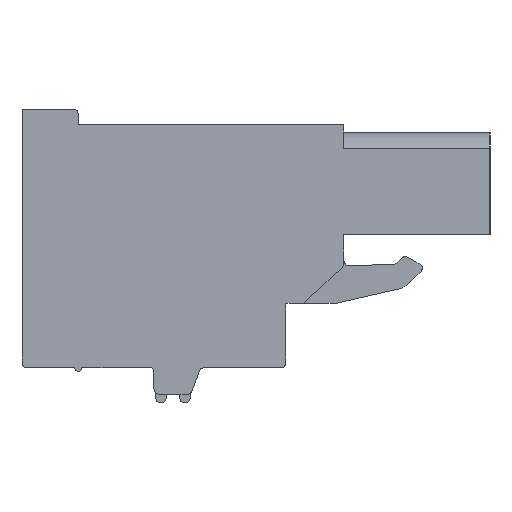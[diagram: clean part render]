
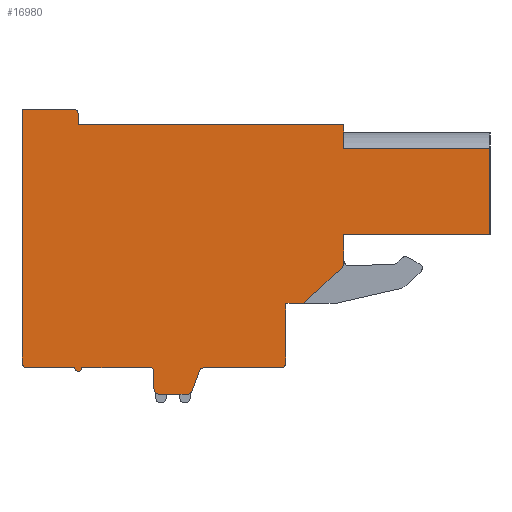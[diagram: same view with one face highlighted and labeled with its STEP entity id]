
A CAD part, left-side view. The second image highlights one B-rep face of the part: STEP entity #16980.
In plain terms, the highlighted planar face has unit normal (-1, 0, 0).
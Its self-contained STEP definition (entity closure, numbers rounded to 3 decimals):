
#1=DIRECTION('',(0.,1.,0.));
#2=VECTOR('',#1,8.3);
#3=CARTESIAN_POINT('',(0.,-13.96,5.635));
#4=LINE('',#3,#2);
#5=DIRECTION('',(0.,1.,0.));
#6=VECTOR('',#5,8.3);
#7=CARTESIAN_POINT('',(0.,-13.96,0.73));
#8=LINE('',#7,#6);
#9=DIRECTION('',(0.,0.,-1.));
#10=VECTOR('',#9,1.64);
#11=CARTESIAN_POINT('',(0.,-5.66,0.73));
#12=LINE('',#11,#10);
#13=CARTESIAN_POINT('',(0.,-5.36,-0.91));
#14=DIRECTION('',(1.,0.,0.));
#15=DIRECTION('',(0.,-1.,0.));
#16=AXIS2_PLACEMENT_3D('',#13,#14,#15);
#18=DIRECTION('',(0.,0.731,-0.683));
#19=VECTOR('',#18,3.018);
#20=CARTESIAN_POINT('',(0.,-5.565,-1.129));
#21=LINE('',#20,#19);
#22=DIRECTION('',(0.,1.,0.));
#23=VECTOR('',#22,1.);
#24=CARTESIAN_POINT('',(0.,-3.36,-3.19));
#25=LINE('',#24,#23);
#26=DIRECTION('',(0.,0.,-1.));
#27=VECTOR('',#26,0.5);
#28=CARTESIAN_POINT('',(0.,-2.36,-3.19));
#29=LINE('',#28,#27);
#30=DIRECTION('',(0.,0.,-1.));
#31=VECTOR('',#30,2.35);
#32=CARTESIAN_POINT('',(0.,-2.36,-3.69));
#33=LINE('',#32,#31);
#34=DIRECTION('',(0.,0.,-1.));
#35=VECTOR('',#34,0.5);
#36=CARTESIAN_POINT('',(0.,-2.36,-6.04));
#37=LINE('',#36,#35);
#38=CARTESIAN_POINT('',(0.,-2.06,-6.54));
#39=DIRECTION('',(1.,0.,0.));
#40=DIRECTION('',(0.,-1.,0.));
#41=AXIS2_PLACEMENT_3D('',#38,#39,#40);
#43=DIRECTION('',(0.,1.,0.));
#44=VECTOR('',#43,4.34);
#45=CARTESIAN_POINT('',(0.,-2.06,-6.84));
#46=LINE('',#45,#44);
#47=CARTESIAN_POINT('',(0.,2.28,-7.14));
#48=DIRECTION('',(-1.,0.,0.));
#49=DIRECTION('',(0.,0.,1.));
#50=AXIS2_PLACEMENT_3D('',#47,#48,#49);
#52=DIRECTION('',(0.,0.345,-0.939));
#53=VECTOR('',#52,1.179);
#54=CARTESIAN_POINT('',(0.,2.562,-7.037));
#55=LINE('',#54,#53);
#56=CARTESIAN_POINT('',(0.,3.25,-8.04));
#57=DIRECTION('',(1.,0.,0.));
#58=DIRECTION('',(0.,-0.939,-0.345));
#59=AXIS2_PLACEMENT_3D('',#56,#57,#58);
#61=DIRECTION('',(0.,1.,0.));
#62=VECTOR('',#61,1.59);
#63=CARTESIAN_POINT('',(0.,3.25,-8.34));
#64=LINE('',#63,#62);
#65=CARTESIAN_POINT('',(0.,4.84,-8.04));
#66=DIRECTION('',(1.,0.,0.));
#67=DIRECTION('',(0.,0.,-1.));
#68=AXIS2_PLACEMENT_3D('',#65,#66,#67);
#70=DIRECTION('',(0.,0.,1.));
#71=VECTOR('',#70,1.);
#72=CARTESIAN_POINT('',(0.,5.14,-8.04));
#73=LINE('',#72,#71);
#74=CARTESIAN_POINT('',(0.,5.34,-7.04));
#75=DIRECTION('',(-1.,0.,0.));
#76=DIRECTION('',(0.,-1.,0.));
#77=AXIS2_PLACEMENT_3D('',#74,#75,#76);
#79=DIRECTION('',(0.,1.,0.));
#80=VECTOR('',#79,3.9);
#81=CARTESIAN_POINT('',(0.,5.34,-6.84));
#82=LINE('',#81,#80);
#83=CARTESIAN_POINT('',(0.,9.44,-6.84));
#84=DIRECTION('',(1.,0.,0.));
#85=DIRECTION('',(0.,-1.,0.));
#86=AXIS2_PLACEMENT_3D('',#83,#84,#85);
#88=DIRECTION('',(0.,1.,0.));
#89=VECTOR('',#88,2.7);
#90=CARTESIAN_POINT('',(0.,9.64,-6.84));
#91=LINE('',#90,#89);
#92=CARTESIAN_POINT('',(0.,12.34,-6.54));
#93=DIRECTION('',(1.,0.,0.));
#94=DIRECTION('',(0.,0.,-1.));
#95=AXIS2_PLACEMENT_3D('',#92,#93,#94);
#97=DIRECTION('',(0.,0.,1.));
#98=VECTOR('',#97,0.5);
#99=CARTESIAN_POINT('',(0.,12.64,-6.54));
#100=LINE('',#99,#98);
#101=DIRECTION('',(0.,0.,1.));
#102=VECTOR('',#101,13.9);
#103=CARTESIAN_POINT('',(0.,12.64,-6.04));
#104=LINE('',#103,#102);
#105=DIRECTION('',(0.,-1.,0.));
#106=VECTOR('',#105,2.9);
#107=CARTESIAN_POINT('',(0.,12.64,7.86));
#108=LINE('',#107,#106);
#109=CARTESIAN_POINT('',(0.,9.74,7.56));
#110=DIRECTION('',(1.,0.,0.));
#111=DIRECTION('',(0.,0.,1.));
#112=AXIS2_PLACEMENT_3D('',#109,#110,#111);
#114=DIRECTION('',(0.,0.,-1.));
#115=VECTOR('',#114,0.6);
#116=CARTESIAN_POINT('',(0.,9.44,7.56));
#117=LINE('',#116,#115);
#118=DIRECTION('',(0.,-1.,0.));
#119=VECTOR('',#118,15.1);
#120=CARTESIAN_POINT('',(0.,9.44,6.96));
#121=LINE('',#120,#119);
#319=DIRECTION('',(0.,0.,1.));
#320=VECTOR('',#319,1.325);
#321=CARTESIAN_POINT('',(0.,-5.66,5.635));
#322=LINE('',#321,#320);
#918=DIRECTION('',(0.,0.,1.));
#919=VECTOR('',#918,4.905);
#920=CARTESIAN_POINT('',(0.,-13.96,0.73));
#921=LINE('',#920,#919);
#12873=CARTESIAN_POINT('',(0.,12.34,-6.84));
#12874=CARTESIAN_POINT('',(0.,12.64,-6.54));
#12875=VERTEX_POINT('',#12873);
#12876=VERTEX_POINT('',#12874);
#12877=CARTESIAN_POINT('',(0.,12.64,-6.04));
#12878=VERTEX_POINT('',#12877);
#12879=CARTESIAN_POINT('',(0.,12.64,7.86));
#12880=VERTEX_POINT('',#12879);
#12881=CARTESIAN_POINT('',(0.,9.74,7.86));
#12882=VERTEX_POINT('',#12881);
#12883=CARTESIAN_POINT('',(0.,9.44,7.56));
#12884=VERTEX_POINT('',#12883);
#12885=CARTESIAN_POINT('',(0.,9.44,6.96));
#12886=VERTEX_POINT('',#12885);
#12887=CARTESIAN_POINT('',(0.,-5.66,6.96));
#12888=VERTEX_POINT('',#12887);
#12889=CARTESIAN_POINT('',(0.,-13.96,0.73));
#12890=CARTESIAN_POINT('',(0.,-5.66,0.73));
#12891=VERTEX_POINT('',#12889);
#12892=VERTEX_POINT('',#12890);
#12893=CARTESIAN_POINT('',(0.,-5.66,-0.91));
#12894=VERTEX_POINT('',#12893);
#12895=CARTESIAN_POINT('',(0.,-5.565,-1.129));
#12896=VERTEX_POINT('',#12895);
#12897=CARTESIAN_POINT('',(0.,-3.36,-3.19));
#12898=VERTEX_POINT('',#12897);
#12899=CARTESIAN_POINT('',(0.,-2.36,-3.19));
#12900=VERTEX_POINT('',#12899);
#12901=CARTESIAN_POINT('',(0.,-2.36,-3.69));
#12902=VERTEX_POINT('',#12901);
#12903=CARTESIAN_POINT('',(0.,-2.36,-6.04));
#12904=VERTEX_POINT('',#12903);
#12905=CARTESIAN_POINT('',(0.,-2.36,-6.54));
#12906=VERTEX_POINT('',#12905);
#12907=CARTESIAN_POINT('',(0.,-2.06,-6.84));
#12908=VERTEX_POINT('',#12907);
#12909=CARTESIAN_POINT('',(0.,2.28,-6.84));
#12910=VERTEX_POINT('',#12909);
#12911=CARTESIAN_POINT('',(0.,2.562,-7.037));
#12912=VERTEX_POINT('',#12911);
#12913=CARTESIAN_POINT('',(0.,2.968,-8.143));
#12914=VERTEX_POINT('',#12913);
#12915=CARTESIAN_POINT('',(0.,3.25,-8.34));
#12916=VERTEX_POINT('',#12915);
#12917=CARTESIAN_POINT('',(0.,4.84,-8.34));
#12918=VERTEX_POINT('',#12917);
#12919=CARTESIAN_POINT('',(0.,5.14,-8.04));
#12920=VERTEX_POINT('',#12919);
#12921=CARTESIAN_POINT('',(0.,5.14,-7.04));
#12922=VERTEX_POINT('',#12921);
#12923=CARTESIAN_POINT('',(0.,5.34,-6.84));
#12924=VERTEX_POINT('',#12923);
#12925=CARTESIAN_POINT('',(0.,9.24,-6.84));
#12926=VERTEX_POINT('',#12925);
#12927=CARTESIAN_POINT('',(0.,9.64,-6.84));
#12928=VERTEX_POINT('',#12927);
#13233=CARTESIAN_POINT('',(0.,-13.96,5.635));
#13234=CARTESIAN_POINT('',(0.,-5.66,5.635));
#13235=VERTEX_POINT('',#13233);
#13236=VERTEX_POINT('',#13234);
#16913=CARTESIAN_POINT('',(0.,0.,0.));
#16914=DIRECTION('',(1.,0.,0.));
#16915=DIRECTION('',(0.,-1.,0.));
#16916=AXIS2_PLACEMENT_3D('',#16913,#16914,#16915);
#16917=PLANE('',#16916);
#16919=ORIENTED_EDGE('',*,*,#16918,.F.);
#16921=ORIENTED_EDGE('',*,*,#16920,.F.);
#16923=ORIENTED_EDGE('',*,*,#16922,.T.);
#16925=ORIENTED_EDGE('',*,*,#16924,.T.);
#16927=ORIENTED_EDGE('',*,*,#16926,.T.);
#16929=ORIENTED_EDGE('',*,*,#16928,.T.);
#16931=ORIENTED_EDGE('',*,*,#16930,.T.);
#16933=ORIENTED_EDGE('',*,*,#16932,.T.);
#16935=ORIENTED_EDGE('',*,*,#16934,.T.);
#16937=ORIENTED_EDGE('',*,*,#16936,.T.);
#16939=ORIENTED_EDGE('',*,*,#16938,.T.);
#16941=ORIENTED_EDGE('',*,*,#16940,.T.);
#16943=ORIENTED_EDGE('',*,*,#16942,.T.);
#16945=ORIENTED_EDGE('',*,*,#16944,.T.);
#16947=ORIENTED_EDGE('',*,*,#16946,.T.);
#16949=ORIENTED_EDGE('',*,*,#16948,.T.);
#16951=ORIENTED_EDGE('',*,*,#16950,.T.);
#16953=ORIENTED_EDGE('',*,*,#16952,.T.);
#16955=ORIENTED_EDGE('',*,*,#16954,.T.);
#16957=ORIENTED_EDGE('',*,*,#16956,.T.);
#16959=ORIENTED_EDGE('',*,*,#16958,.T.);
#16961=ORIENTED_EDGE('',*,*,#16960,.T.);
#16963=ORIENTED_EDGE('',*,*,#16962,.T.);
#16965=ORIENTED_EDGE('',*,*,#16964,.T.);
#16967=ORIENTED_EDGE('',*,*,#16966,.T.);
#16969=ORIENTED_EDGE('',*,*,#16968,.T.);
#16971=ORIENTED_EDGE('',*,*,#16970,.T.);
#16973=ORIENTED_EDGE('',*,*,#16972,.T.);
#16975=ORIENTED_EDGE('',*,*,#16974,.T.);
#16977=ORIENTED_EDGE('',*,*,#16976,.F.);
#16978=EDGE_LOOP('',(#16919,#16921,#16923,#16925,#16927,#16929,#16931,#16933,
#16935,#16937,#16939,#16941,#16943,#16945,#16947,#16949,#16951,#16953,#16955,
#16957,#16959,#16961,#16963,#16965,#16967,#16969,#16971,#16973,#16975,#16977));
#16979=FACE_OUTER_BOUND('',#16978,.F.);
#16980=ADVANCED_FACE('',(#16979),#16917,.F.);
#17=CIRCLE('',#16,0.3);
#42=CIRCLE('',#41,0.3);
#51=CIRCLE('',#50,0.3);
#60=CIRCLE('',#59,0.3);
#69=CIRCLE('',#68,0.3);
#78=CIRCLE('',#77,0.2);
#87=CIRCLE('',#86,0.2);
#96=CIRCLE('',#95,0.3);
#113=CIRCLE('',#112,0.3);
#16918=EDGE_CURVE('',#13235,#13236,#4,.T.);
#16920=EDGE_CURVE('',#12891,#13235,#921,.T.);
#16922=EDGE_CURVE('',#12891,#12892,#8,.T.);
#16924=EDGE_CURVE('',#12892,#12894,#12,.T.);
#16926=EDGE_CURVE('',#12894,#12896,#17,.T.);
#16928=EDGE_CURVE('',#12896,#12898,#21,.T.);
#16930=EDGE_CURVE('',#12898,#12900,#25,.T.);
#16932=EDGE_CURVE('',#12900,#12902,#29,.T.);
#16934=EDGE_CURVE('',#12902,#12904,#33,.T.);
#16936=EDGE_CURVE('',#12904,#12906,#37,.T.);
#16938=EDGE_CURVE('',#12906,#12908,#42,.T.);
#16940=EDGE_CURVE('',#12908,#12910,#46,.T.);
#16942=EDGE_CURVE('',#12910,#12912,#51,.T.);
#16944=EDGE_CURVE('',#12912,#12914,#55,.T.);
#16946=EDGE_CURVE('',#12914,#12916,#60,.T.);
#16948=EDGE_CURVE('',#12916,#12918,#64,.T.);
#16950=EDGE_CURVE('',#12918,#12920,#69,.T.);
#16952=EDGE_CURVE('',#12920,#12922,#73,.T.);
#16954=EDGE_CURVE('',#12922,#12924,#78,.T.);
#16956=EDGE_CURVE('',#12924,#12926,#82,.T.);
#16958=EDGE_CURVE('',#12926,#12928,#87,.T.);
#16960=EDGE_CURVE('',#12928,#12875,#91,.T.);
#16962=EDGE_CURVE('',#12875,#12876,#96,.T.);
#16964=EDGE_CURVE('',#12876,#12878,#100,.T.);
#16966=EDGE_CURVE('',#12878,#12880,#104,.T.);
#16968=EDGE_CURVE('',#12880,#12882,#108,.T.);
#16970=EDGE_CURVE('',#12882,#12884,#113,.T.);
#16972=EDGE_CURVE('',#12884,#12886,#117,.T.);
#16974=EDGE_CURVE('',#12886,#12888,#121,.T.);
#16976=EDGE_CURVE('',#13236,#12888,#322,.T.);
